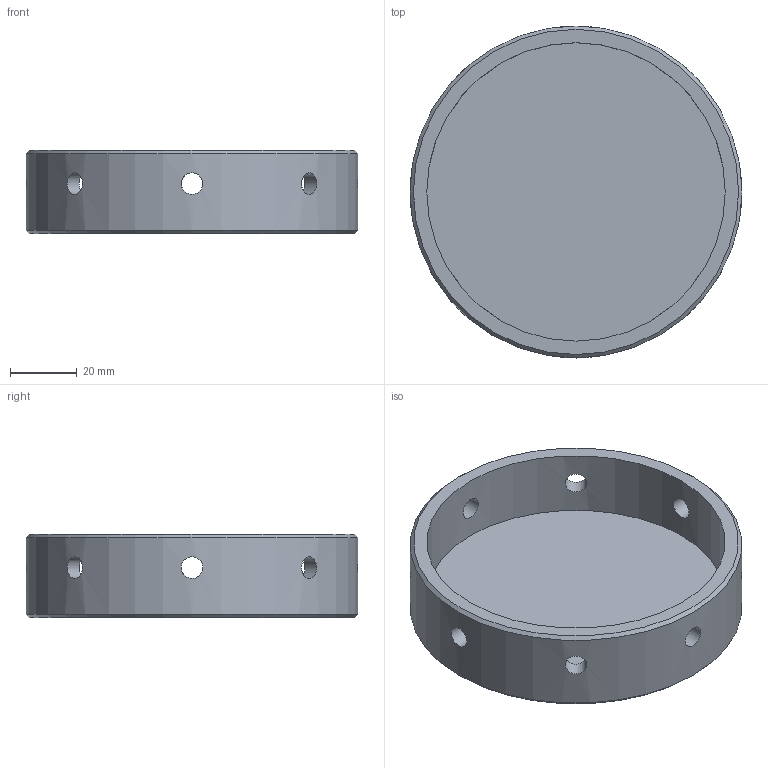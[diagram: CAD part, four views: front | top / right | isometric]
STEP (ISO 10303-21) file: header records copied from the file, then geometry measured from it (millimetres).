
FILE_DESCRIPTION( ( 'STEP AP203' ), '1' );
FILE_NAME( 'CLOISON BLOQUAGE MOTEUR.step', ' ', ( ' ' ), ( ' ' ), 'PSStep 10.0', ' ', ' ' );
FILE_SCHEMA( ( 'CONFIG_CONTROL_DESIGN' ) );
Length unit declared in the file: millimetre
Products named in the file (1): 1
Bounding box: 99.4 x 99.4 x 25 mm (x, y, z)
Volume: 66817.6 mm3; surface area: 28861.5 mm2
Topology: 1 solids, 1 shells, 15 faces, 40 edges, 26 vertices
Faces by surface type: cylinder 10, plane 3, cone 2
Full cylindrical faces by diameter (mm): 6.5 x8, 89.4 x1, 99.4 x1
Entity records: 1410 total; most frequent: CARTESIAN_POINT 1068, DIRECTION 44, EDGE_LOOP 44, ORIENTED_EDGE 44, FACE_OUTER_BOUND 25, AXIS2_PLACEMENT_3D 22, EDGE_CURVE 22, VERTEX_POINT 22
